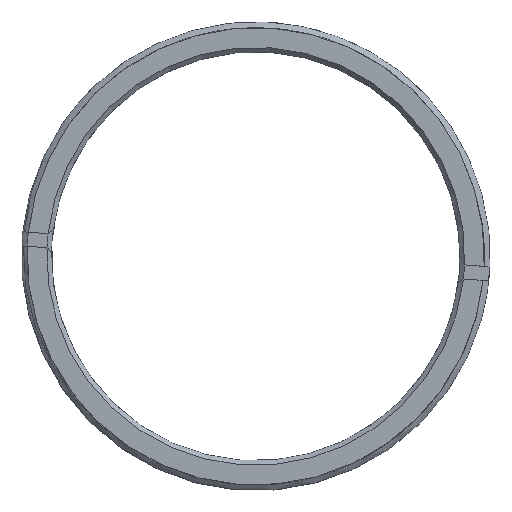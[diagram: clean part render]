
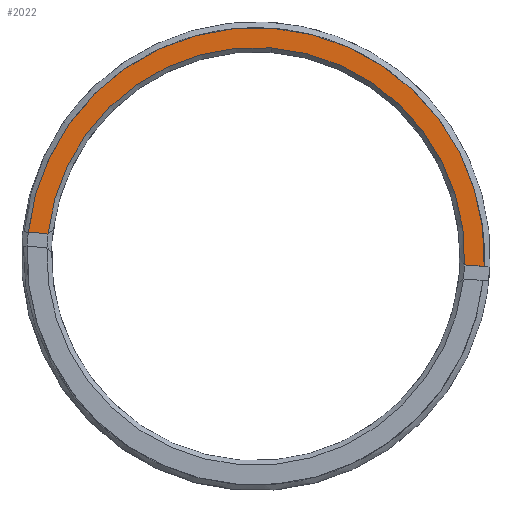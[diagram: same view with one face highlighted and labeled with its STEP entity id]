
A CAD part, top view. The second image highlights one B-rep face of the part: STEP entity #2022.
In plain terms, the highlighted planar face has unit normal (0, 0, 1).
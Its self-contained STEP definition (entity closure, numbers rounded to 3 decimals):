
#104=DIRECTION('',(0.997,-0.075,0.));
#105=VECTOR('',#104,1.106);
#106=CARTESIAN_POINT('',(11.698,-0.484,11.201));
#107=LINE('',#106,#105);
#120=DIRECTION('',(0.997,-0.075,0.));
#121=VECTOR('',#120,1.106);
#122=CARTESIAN_POINT('',(-12.745,1.348,11.201));
#123=LINE('',#122,#121);
#124=CARTESIAN_POINT('',(11.698,-0.484,11.201));
#280=CARTESIAN_POINT('',(-0.001,-0.005,11.201));
#281=DIRECTION('',(0.,0.,1.));
#282=DIRECTION('',(0.999,-0.044,0.));
#283=AXIS2_PLACEMENT_3D('',#280,#281,#282);
#720=CARTESIAN_POINT('',(-0.001,-0.005,11.201));
#721=DIRECTION('',(0.,0.,-1.));
#722=DIRECTION('',(0.075,0.997,0.));
#723=AXIS2_PLACEMENT_3D('',#720,#721,#722);
#725=CARTESIAN_POINT('',(-0.001,-0.005,11.201));
#726=DIRECTION('',(0.,0.,-1.));
#727=DIRECTION('',(-0.994,0.109,0.));
#728=AXIS2_PLACEMENT_3D('',#725,#726,#727);
#765=CARTESIAN_POINT('',(0.874,11.672,11.201));
#767=VERTEX_POINT('',#765);
#781=CARTESIAN_POINT('',(-11.641,1.266,11.201));
#783=VERTEX_POINT('',#781);
#792=VERTEX_POINT('',#124);
#808=CARTESIAN_POINT('',(12.801,-0.567,11.201));
#809=VERTEX_POINT('',#808);
#814=CARTESIAN_POINT('',(-12.745,1.348,11.201));
#815=VERTEX_POINT('',#814);
#2010=CARTESIAN_POINT('',(-2.174,-28.983,11.201));
#2011=DIRECTION('',(0.,0.,-1.));
#2012=DIRECTION('',(-0.075,-0.997,0.));
#2013=AXIS2_PLACEMENT_3D('',#2010,#2011,#2012);
#2014=PLANE('',#2013);
#2015=ORIENTED_EDGE('',*,*,#1298,.F.);
#2016=ORIENTED_EDGE('',*,*,#990,.F.);
#2017=ORIENTED_EDGE('',*,*,#1041,.F.);
#2018=ORIENTED_EDGE('',*,*,#1056,.F.);
#2019=ORIENTED_EDGE('',*,*,#1012,.F.);
#2020=EDGE_LOOP('',(#2015,#2016,#2017,#2018,#2019));
#2021=FACE_OUTER_BOUND('',#2020,.F.);
#2022=ADVANCED_FACE('',(#2021),#2014,.F.);
#284=CIRCLE('',#283,12.815);
#724=CIRCLE('',#723,11.709);
#729=CIRCLE('',#728,11.709);
#990=EDGE_CURVE('',#792,#809,#107,.T.);
#1012=EDGE_CURVE('',#815,#783,#123,.T.);
#1041=EDGE_CURVE('',#767,#792,#724,.T.);
#1056=EDGE_CURVE('',#783,#767,#729,.T.);
#1298=EDGE_CURVE('',#809,#815,#284,.T.);
